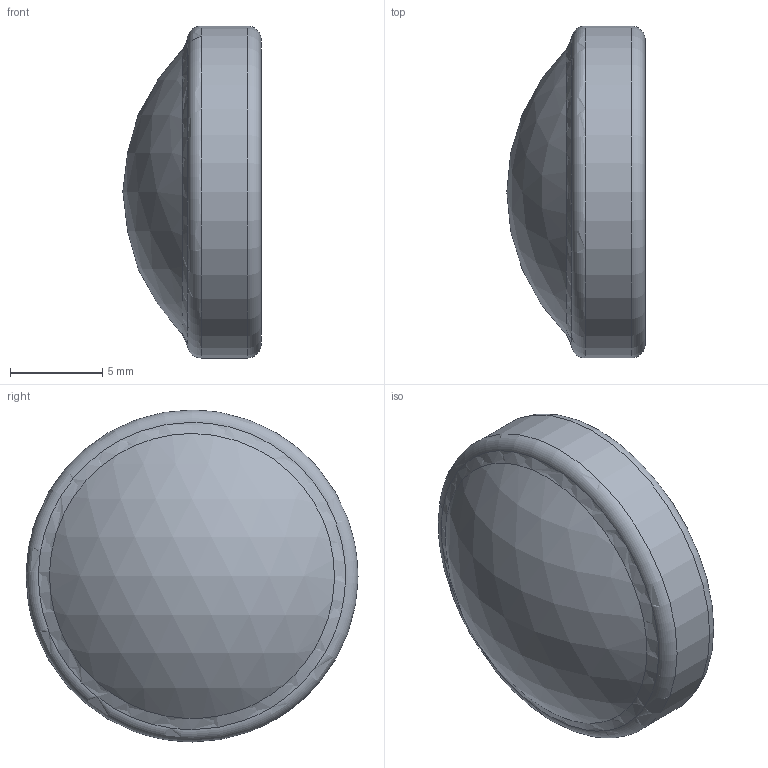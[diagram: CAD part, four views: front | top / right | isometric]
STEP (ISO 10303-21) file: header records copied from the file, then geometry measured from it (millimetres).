
FILE_DESCRIPTION(/* description */ (''),/* implementation_level */ '2;1');
FILE_NAME(/* name */ 'Blade Setscrew Cap.stp',/* time_stamp */ '2024-09-22T09:42:26-05:00',/* author */ (''),/* organization */ (''),/* preprocessor_version */ 'ST-DEVELOPER v20',/* originating_system */ 'Autodesk Translation Framework v13.20.0.188',/* authorisation */ '');
FILE_SCHEMA (('AUTOMOTIVE_DESIGN { 1 0 10303 214 3 1 1 }'));
Length unit declared in the file: millimetre
Products named in the file (1): Cap
Bounding box: 7.5 x 18 x 18 mm (x, y, z)
Volume: 1028.6 mm3; surface area: 865.8 mm2
Topology: 1 solids, 1 shells, 21 faces, 45 edges, 28 vertices
Faces by surface type: plane 15, torus 2, cylinder 2, bspline 1, sphere 1
Full cylindrical faces by diameter (mm): 15.4 x1, 18 x1
Entity records: 694 total; most frequent: CARTESIAN_POINT 197, DIRECTION 94, ORIENTED_EDGE 90, EDGE_CURVE 45, LINE 32, VECTOR 32, AXIS2_PLACEMENT_3D 31, VERTEX_POINT 28
